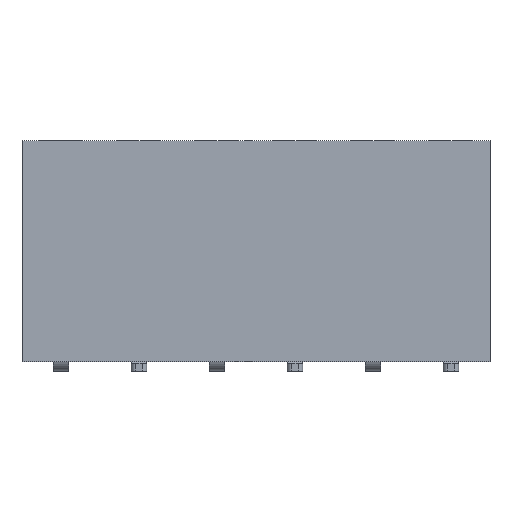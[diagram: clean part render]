
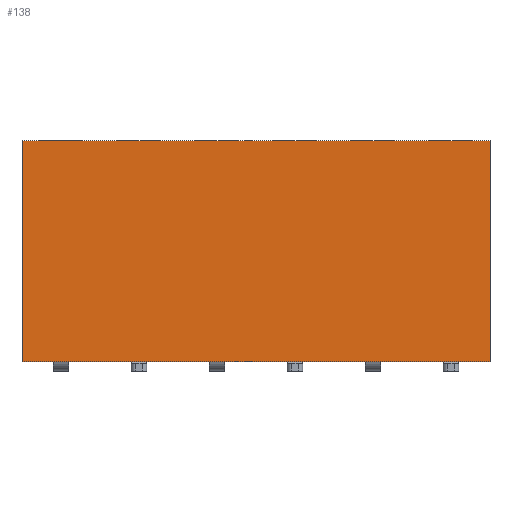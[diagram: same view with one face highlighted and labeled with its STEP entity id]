
A CAD part, front view. The second image highlights one B-rep face of the part: STEP entity #138.
In plain terms, the highlighted planar face has unit normal (0, -1, 0).
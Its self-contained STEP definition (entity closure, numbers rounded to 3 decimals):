
#138=ADVANCED_FACE('',(#424),#294,.T.);
#294=PLANE('',#3047);
#424=FACE_OUTER_BOUND('',#586,.T.);
#586=EDGE_LOOP('',(#856,#857,#858,#859));
#856=ORIENTED_EDGE('',*,*,#1969,.T.);
#857=ORIENTED_EDGE('',*,*,#1965,.T.);
#858=ORIENTED_EDGE('',*,*,#1970,.F.);
#859=ORIENTED_EDGE('',*,*,#1971,.T.);
#1682=VERTEX_POINT('',#4251);
#1683=VERTEX_POINT('',#4252);
#1686=VERTEX_POINT('',#4260);
#1687=VERTEX_POINT('',#4262);
#1965=EDGE_CURVE('',#1682,#1683,#2391,.T.);
#1969=EDGE_CURVE('',#1686,#1682,#2395,.T.);
#1970=EDGE_CURVE('',#1687,#1683,#2396,.T.);
#1971=EDGE_CURVE('',#1687,#1686,#2397,.T.);
#2391=LINE('',#4250,#2765);
#2395=LINE('',#4259,#2769);
#2396=LINE('',#4261,#2770);
#2397=LINE('',#4263,#2771);
#2765=VECTOR('',#3376,1.);
#2769=VECTOR('',#3382,1.);
#2770=VECTOR('',#3383,1.);
#2771=VECTOR('',#3384,1.);
#3047=AXIS2_PLACEMENT_3D('',#4264,#3385,#3386);
#3376=DIRECTION('',(-1.,0.,0.));
#3382=DIRECTION('',(0.,0.,1.));
#3383=DIRECTION('',(0.,0.,1.));
#3384=DIRECTION('',(1.,0.,0.));
#3385=DIRECTION('',(0.,-1.,0.));
#3386=DIRECTION('',(0.,0.,-1.));
#4250=CARTESIAN_POINT('',(7.62,0.,7.2));
#4251=CARTESIAN_POINT('',(15.24,0.,7.2));
#4252=CARTESIAN_POINT('',(0.,0.,7.2));
#4259=CARTESIAN_POINT('',(15.24,0.,0.));
#4260=CARTESIAN_POINT('',(15.24,0.,0.));
#4261=CARTESIAN_POINT('',(0.,0.,0.));
#4262=CARTESIAN_POINT('',(0.,0.,0.));
#4263=CARTESIAN_POINT('',(7.62,0.,0.));
#4264=CARTESIAN_POINT('',(7.62,0.,0.));
